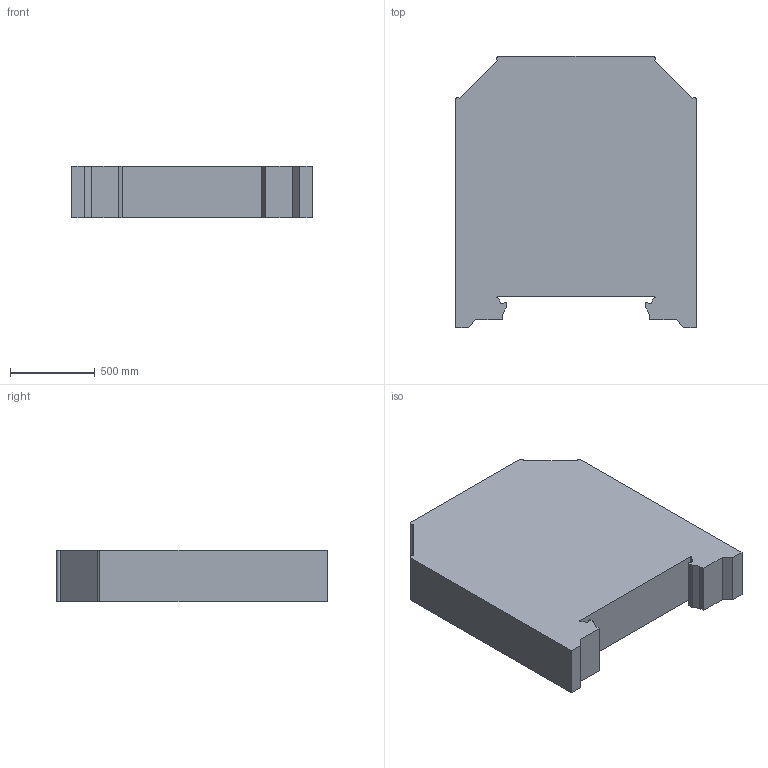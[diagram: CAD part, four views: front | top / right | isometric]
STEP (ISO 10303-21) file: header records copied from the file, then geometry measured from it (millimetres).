
FILE_DESCRIPTION( ( 'STEP AP214' ), '1' );
FILE_NAME( 'CEW35-1.stp', '2023-01-06T09:36:32', ( ' ' ), ( ' ' ), 'XStep 1.0', ' ', ' ' );
FILE_SCHEMA( ( 'CONFIG_CONTROL_DESIGN) ( )' ) );
Length unit declared in the file: metre
Products named in the file (1): CEW351
Bounding box: 1422.4 x 1600.2 x 304.8 mm (x, y, z)
Volume: 590058753.9 mm3; surface area: 6327067.1 mm2
Topology: 1 solids, 1 shells, 55 faces, 154 edges, 103 vertices
Faces by surface type: plane 38, cylinder 17
Full cylindrical faces by diameter (mm): 212.542 x1
Entity records: 2212 total; most frequent: CARTESIAN_POINT 310, ORIENTED_EDGE 304, DIRECTION 298, EDGE_CURVE 152, LINE 118, VECTOR 118, VERTEX_POINT 102, AXIS2_PLACEMENT_3D 90
